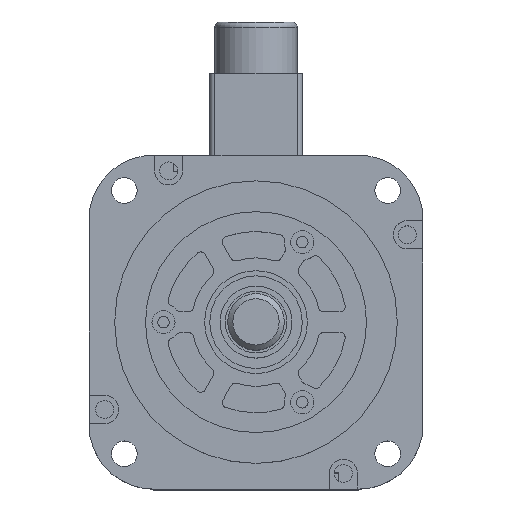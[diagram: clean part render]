
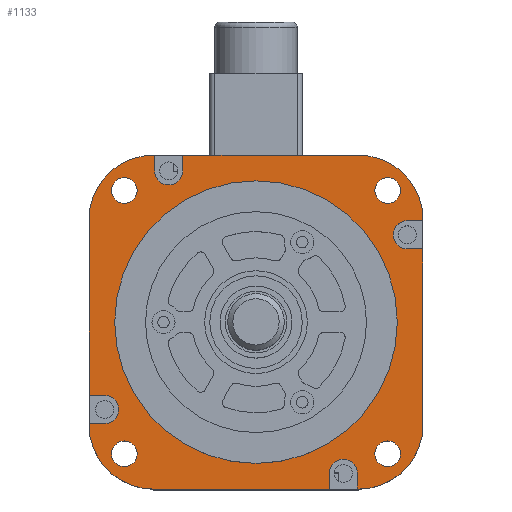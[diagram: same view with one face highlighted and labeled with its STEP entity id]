
A CAD part, top view. The second image highlights one B-rep face of the part: STEP entity #1133.
In plain terms, the highlighted planar face has unit normal (0, 0, 1).
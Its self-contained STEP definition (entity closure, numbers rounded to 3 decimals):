
#1133=ADVANCED_FACE('',(#4723,#4724,#4725,#4726,#4727,#4728),#1911,.F.);
#1911=PLANE('',#14339);
#2323=LINE('',#20210,#3523);
#2324=LINE('',#20213,#3524);
#2325=LINE('',#20217,#3525);
#2326=LINE('',#20219,#3526);
#2327=LINE('',#20223,#3527);
#2328=LINE('',#20225,#3528);
#2329=LINE('',#20229,#3529);
#2330=LINE('',#20231,#3530);
#2331=LINE('',#20235,#3531);
#2332=LINE('',#20237,#3532);
#2333=LINE('',#20241,#3533);
#2334=LINE('',#20243,#3534);
#2335=LINE('',#20247,#3535);
#2336=LINE('',#20249,#3536);
#2337=LINE('',#20253,#3537);
#2338=LINE('',#20255,#3538);
#3523=VECTOR('',#15895,1.);
#3524=VECTOR('',#15896,1.);
#3525=VECTOR('',#15899,1.);
#3526=VECTOR('',#15900,1.);
#3527=VECTOR('',#15903,1.);
#3528=VECTOR('',#15904,1.);
#3529=VECTOR('',#15907,1.);
#3530=VECTOR('',#15908,1.);
#3531=VECTOR('',#15911,1.);
#3532=VECTOR('',#15912,1.);
#3533=VECTOR('',#15915,1.);
#3534=VECTOR('',#15916,1.);
#3535=VECTOR('',#15919,1.);
#3536=VECTOR('',#15920,1.);
#3537=VECTOR('',#15923,1.);
#3538=VECTOR('',#15924,1.);
#4723=FACE_BOUND('',#5141,.T.);
#4724=FACE_BOUND('',#5142,.T.);
#4725=FACE_BOUND('',#5143,.T.);
#4726=FACE_BOUND('',#5144,.T.);
#4727=FACE_BOUND('',#5145,.T.);
#4728=FACE_BOUND('',#5146,.T.);
#5141=EDGE_LOOP('',(#6187));
#5142=EDGE_LOOP('',(#6188));
#5143=EDGE_LOOP('',(#6189));
#5144=EDGE_LOOP('',(#6190));
#5145=EDGE_LOOP('',(#6191));
#5146=EDGE_LOOP('',(#6192,#6193,#6194,#6195,#6196,#6197,#6198,#6199,#6200,
#6201,#6202,#6203,#6204,#6205,#6206,#6207,#6208,#6209,#6210,#6211,#6212,
#6213,#6214,#6215));
#6187=ORIENTED_EDGE('',*,*,#11553,.T.);
#6188=ORIENTED_EDGE('',*,*,#11554,.F.);
#6189=ORIENTED_EDGE('',*,*,#11555,.F.);
#6190=ORIENTED_EDGE('',*,*,#11556,.F.);
#6191=ORIENTED_EDGE('',*,*,#11557,.F.);
#6192=ORIENTED_EDGE('',*,*,#11558,.F.);
#6193=ORIENTED_EDGE('',*,*,#11559,.F.);
#6194=ORIENTED_EDGE('',*,*,#11560,.F.);
#6195=ORIENTED_EDGE('',*,*,#11561,.F.);
#6196=ORIENTED_EDGE('',*,*,#11562,.F.);
#6197=ORIENTED_EDGE('',*,*,#11563,.F.);
#6198=ORIENTED_EDGE('',*,*,#11564,.F.);
#6199=ORIENTED_EDGE('',*,*,#11565,.F.);
#6200=ORIENTED_EDGE('',*,*,#11566,.F.);
#6201=ORIENTED_EDGE('',*,*,#11567,.F.);
#6202=ORIENTED_EDGE('',*,*,#11568,.F.);
#6203=ORIENTED_EDGE('',*,*,#11569,.F.);
#6204=ORIENTED_EDGE('',*,*,#11570,.F.);
#6205=ORIENTED_EDGE('',*,*,#11571,.F.);
#6206=ORIENTED_EDGE('',*,*,#11572,.F.);
#6207=ORIENTED_EDGE('',*,*,#11573,.F.);
#6208=ORIENTED_EDGE('',*,*,#11574,.F.);
#6209=ORIENTED_EDGE('',*,*,#11575,.F.);
#6210=ORIENTED_EDGE('',*,*,#11576,.F.);
#6211=ORIENTED_EDGE('',*,*,#11577,.F.);
#6212=ORIENTED_EDGE('',*,*,#11578,.F.);
#6213=ORIENTED_EDGE('',*,*,#11579,.F.);
#6214=ORIENTED_EDGE('',*,*,#11580,.F.);
#6215=ORIENTED_EDGE('',*,*,#11581,.F.);
#10167=VERTEX_POINT('',#20201);
#10168=VERTEX_POINT('',#20203);
#10169=VERTEX_POINT('',#20205);
#10170=VERTEX_POINT('',#20207);
#10171=VERTEX_POINT('',#20209);
#10172=VERTEX_POINT('',#20211);
#10173=VERTEX_POINT('',#20212);
#10174=VERTEX_POINT('',#20214);
#10175=VERTEX_POINT('',#20216);
#10176=VERTEX_POINT('',#20218);
#10177=VERTEX_POINT('',#20220);
#10178=VERTEX_POINT('',#20222);
#10179=VERTEX_POINT('',#20224);
#10180=VERTEX_POINT('',#20226);
#10181=VERTEX_POINT('',#20228);
#10182=VERTEX_POINT('',#20230);
#10183=VERTEX_POINT('',#20232);
#10184=VERTEX_POINT('',#20234);
#10185=VERTEX_POINT('',#20236);
#10186=VERTEX_POINT('',#20238);
#10187=VERTEX_POINT('',#20240);
#10188=VERTEX_POINT('',#20242);
#10189=VERTEX_POINT('',#20244);
#10190=VERTEX_POINT('',#20246);
#10191=VERTEX_POINT('',#20248);
#10192=VERTEX_POINT('',#20250);
#10193=VERTEX_POINT('',#20252);
#10194=VERTEX_POINT('',#20254);
#10195=VERTEX_POINT('',#20256);
#11553=EDGE_CURVE('',#10167,#10167,#13543,.T.);
#11554=EDGE_CURVE('',#10168,#10168,#13544,.T.);
#11555=EDGE_CURVE('',#10169,#10169,#13545,.T.);
#11556=EDGE_CURVE('',#10170,#10170,#13546,.T.);
#11557=EDGE_CURVE('',#10171,#10171,#13547,.T.);
#11558=EDGE_CURVE('',#10172,#10173,#2323,.T.);
#11559=EDGE_CURVE('',#10174,#10172,#2324,.T.);
#11560=EDGE_CURVE('',#10175,#10174,#13548,.T.);
#11561=EDGE_CURVE('',#10176,#10175,#2325,.T.);
#11562=EDGE_CURVE('',#10177,#10176,#2326,.T.);
#11563=EDGE_CURVE('',#10178,#10177,#13549,.T.);
#11564=EDGE_CURVE('',#10179,#10178,#2327,.T.);
#11565=EDGE_CURVE('',#10180,#10179,#2328,.T.);
#11566=EDGE_CURVE('',#10181,#10180,#13550,.T.);
#11567=EDGE_CURVE('',#10182,#10181,#2329,.T.);
#11568=EDGE_CURVE('',#10183,#10182,#2330,.T.);
#11569=EDGE_CURVE('',#10184,#10183,#13551,.T.);
#11570=EDGE_CURVE('',#10185,#10184,#2331,.T.);
#11571=EDGE_CURVE('',#10186,#10185,#2332,.T.);
#11572=EDGE_CURVE('',#10187,#10186,#13552,.T.);
#11573=EDGE_CURVE('',#10188,#10187,#2333,.T.);
#11574=EDGE_CURVE('',#10189,#10188,#2334,.T.);
#11575=EDGE_CURVE('',#10190,#10189,#13553,.T.);
#11576=EDGE_CURVE('',#10191,#10190,#2335,.T.);
#11577=EDGE_CURVE('',#10192,#10191,#2336,.T.);
#11578=EDGE_CURVE('',#10193,#10192,#13554,.T.);
#11579=EDGE_CURVE('',#10194,#10193,#2337,.T.);
#11580=EDGE_CURVE('',#10195,#10194,#2338,.T.);
#11581=EDGE_CURVE('',#10173,#10195,#13555,.T.);
#13543=CIRCLE('',#14326,55.);
#13544=CIRCLE('',#14327,5.);
#13545=CIRCLE('',#14328,5.);
#13546=CIRCLE('',#14329,5.);
#13547=CIRCLE('',#14330,5.);
#13548=CIRCLE('',#14331,25.);
#13549=CIRCLE('',#14332,5.5);
#13550=CIRCLE('',#14333,25.);
#13551=CIRCLE('',#14334,5.5);
#13552=CIRCLE('',#14335,25.);
#13553=CIRCLE('',#14336,5.5);
#13554=CIRCLE('',#14337,25.);
#13555=CIRCLE('',#14338,5.5);
#14326=AXIS2_PLACEMENT_3D('',#20200,#15885,#15886);
#14327=AXIS2_PLACEMENT_3D('',#20202,#15887,#15888);
#14328=AXIS2_PLACEMENT_3D('',#20204,#15889,#15890);
#14329=AXIS2_PLACEMENT_3D('',#20206,#15891,#15892);
#14330=AXIS2_PLACEMENT_3D('',#20208,#15893,#15894);
#14331=AXIS2_PLACEMENT_3D('',#20215,#15897,#15898);
#14332=AXIS2_PLACEMENT_3D('',#20221,#15901,#15902);
#14333=AXIS2_PLACEMENT_3D('',#20227,#15905,#15906);
#14334=AXIS2_PLACEMENT_3D('',#20233,#15909,#15910);
#14335=AXIS2_PLACEMENT_3D('',#20239,#15913,#15914);
#14336=AXIS2_PLACEMENT_3D('',#20245,#15917,#15918);
#14337=AXIS2_PLACEMENT_3D('',#20251,#15921,#15922);
#14338=AXIS2_PLACEMENT_3D('',#20257,#15925,#15926);
#14339=AXIS2_PLACEMENT_3D('',#20258,#15927,#15928);
#15885=DIRECTION('',(0.,0.,-1.));
#15886=DIRECTION('',(1.,0.,0.));
#15887=DIRECTION('',(0.,0.,1.));
#15888=DIRECTION('',(1.,0.,0.));
#15889=DIRECTION('',(0.,0.,1.));
#15890=DIRECTION('',(1.,0.,0.));
#15891=DIRECTION('',(0.,0.,1.));
#15892=DIRECTION('',(1.,0.,0.));
#15893=DIRECTION('',(0.,0.,1.));
#15894=DIRECTION('',(1.,0.,0.));
#15895=DIRECTION('',(1.,0.,0.));
#15896=DIRECTION('',(0.,1.,0.));
#15897=DIRECTION('',(0.,0.,-1.));
#15898=DIRECTION('',(1.,0.,0.));
#15899=DIRECTION('',(-1.,0.,0.));
#15900=DIRECTION('',(0.,-1.,0.));
#15901=DIRECTION('',(0.,0.,1.));
#15902=DIRECTION('',(1.,0.,0.));
#15903=DIRECTION('',(0.,1.,0.));
#15904=DIRECTION('',(-1.,0.,0.));
#15905=DIRECTION('',(0.,0.,-1.));
#15906=DIRECTION('',(1.,0.,0.));
#15907=DIRECTION('',(0.,-1.,0.));
#15908=DIRECTION('',(1.,0.,0.));
#15909=DIRECTION('',(0.,0.,1.));
#15910=DIRECTION('',(0.,1.,0.));
#15911=DIRECTION('',(-1.,0.,0.));
#15912=DIRECTION('',(0.,-1.,0.));
#15913=DIRECTION('',(0.,0.,-1.));
#15914=DIRECTION('',(1.,0.,0.));
#15915=DIRECTION('',(1.,0.,0.));
#15916=DIRECTION('',(0.,1.,0.));
#15917=DIRECTION('',(0.,0.,1.));
#15918=DIRECTION('',(-1.,0.,0.));
#15919=DIRECTION('',(0.,-1.,0.));
#15920=DIRECTION('',(1.,0.,0.));
#15921=DIRECTION('',(0.,0.,-1.));
#15922=DIRECTION('',(1.,0.,0.));
#15923=DIRECTION('',(0.,1.,0.));
#15924=DIRECTION('',(-1.,0.,0.));
#15925=DIRECTION('',(0.,0.,1.));
#15926=DIRECTION('',(0.,-1.,0.));
#15927=DIRECTION('',(0.,0.,-1.));
#15928=DIRECTION('',(-1.,0.,0.));
#20200=CARTESIAN_POINT('',(1207.447,407.932,-90.));
#20201=CARTESIAN_POINT('',(1262.447,407.932,-90.));
#20202=CARTESIAN_POINT('',(1258.712,459.197,-90.));
#20203=CARTESIAN_POINT('',(1263.712,459.197,-90.));
#20204=CARTESIAN_POINT('',(1258.712,356.667,-90.));
#20205=CARTESIAN_POINT('',(1263.712,356.667,-90.));
#20206=CARTESIAN_POINT('',(1156.182,459.197,-90.));
#20207=CARTESIAN_POINT('',(1161.182,459.197,-90.));
#20208=CARTESIAN_POINT('',(1156.182,356.667,-90.));
#20209=CARTESIAN_POINT('',(1161.182,356.667,-90.));
#20210=CARTESIAN_POINT('',(1142.447,368.432,-90.));
#20211=CARTESIAN_POINT('',(1142.447,368.432,-90.));
#20212=CARTESIAN_POINT('',(1148.557,368.432,-90.));
#20213=CARTESIAN_POINT('',(1142.447,367.932,-90.));
#20214=CARTESIAN_POINT('',(1142.447,367.932,-90.));
#20215=CARTESIAN_POINT('',(1167.447,367.932,-90.));
#20216=CARTESIAN_POINT('',(1167.447,342.932,-90.));
#20217=CARTESIAN_POINT('',(1247.447,342.932,-90.));
#20218=CARTESIAN_POINT('',(1235.947,342.932,-90.));
#20219=CARTESIAN_POINT('',(1235.947,349.042,-90.));
#20220=CARTESIAN_POINT('',(1235.947,349.042,-90.));
#20221=CARTESIAN_POINT('',(1241.447,349.042,-90.));
#20222=CARTESIAN_POINT('',(1246.947,349.042,-90.));
#20223=CARTESIAN_POINT('',(1246.947,342.932,-90.));
#20224=CARTESIAN_POINT('',(1246.947,342.932,-90.));
#20225=CARTESIAN_POINT('',(1247.447,342.932,-90.));
#20226=CARTESIAN_POINT('',(1247.447,342.932,-90.));
#20227=CARTESIAN_POINT('',(1247.447,367.932,-90.));
#20228=CARTESIAN_POINT('',(1272.447,367.932,-90.));
#20229=CARTESIAN_POINT('',(1272.447,447.932,-90.));
#20230=CARTESIAN_POINT('',(1272.447,436.432,-90.));
#20231=CARTESIAN_POINT('',(1266.337,436.432,-90.));
#20232=CARTESIAN_POINT('',(1266.337,436.432,-90.));
#20233=CARTESIAN_POINT('',(1266.337,441.932,-90.));
#20234=CARTESIAN_POINT('',(1266.337,447.432,-90.));
#20235=CARTESIAN_POINT('',(1272.447,447.432,-90.));
#20236=CARTESIAN_POINT('',(1272.447,447.432,-90.));
#20237=CARTESIAN_POINT('',(1272.447,447.932,-90.));
#20238=CARTESIAN_POINT('',(1272.447,447.932,-90.));
#20239=CARTESIAN_POINT('',(1247.447,447.932,-90.));
#20240=CARTESIAN_POINT('',(1247.447,472.932,-90.));
#20241=CARTESIAN_POINT('',(1167.447,472.932,-90.));
#20242=CARTESIAN_POINT('',(1178.947,472.932,-90.));
#20243=CARTESIAN_POINT('',(1178.947,466.821,-90.));
#20244=CARTESIAN_POINT('',(1178.947,466.821,-90.));
#20245=CARTESIAN_POINT('',(1173.447,466.821,-90.));
#20246=CARTESIAN_POINT('',(1167.947,466.821,-90.));
#20247=CARTESIAN_POINT('',(1167.947,472.932,-90.));
#20248=CARTESIAN_POINT('',(1167.947,472.932,-90.));
#20249=CARTESIAN_POINT('',(1167.447,472.932,-90.));
#20250=CARTESIAN_POINT('',(1167.447,472.932,-90.));
#20251=CARTESIAN_POINT('',(1167.447,447.932,-90.));
#20252=CARTESIAN_POINT('',(1142.447,447.932,-90.));
#20253=CARTESIAN_POINT('',(1142.447,367.932,-90.));
#20254=CARTESIAN_POINT('',(1142.447,379.432,-90.));
#20255=CARTESIAN_POINT('',(1148.557,379.432,-90.));
#20256=CARTESIAN_POINT('',(1148.557,379.432,-90.));
#20257=CARTESIAN_POINT('',(1148.557,373.932,-90.));
#20258=CARTESIAN_POINT('',(1167.447,367.932,-90.));
